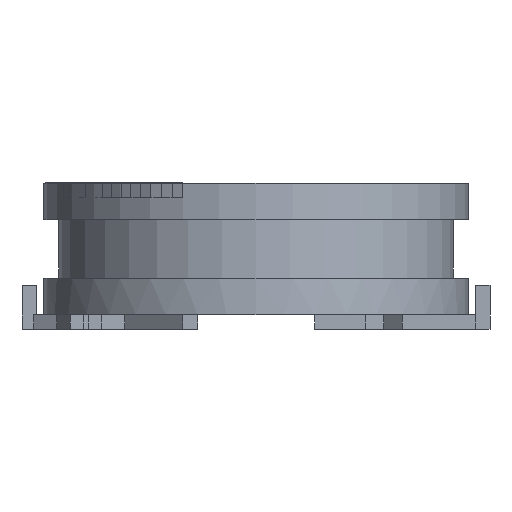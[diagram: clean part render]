
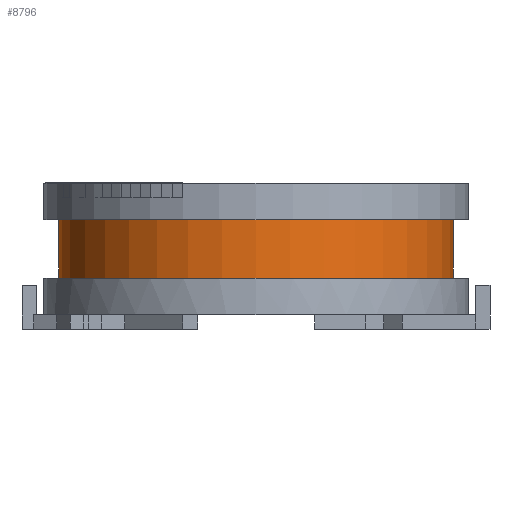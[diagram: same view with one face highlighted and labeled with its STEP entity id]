
A CAD part, front view. The second image highlights one B-rep face of the part: STEP entity #8796.
In plain terms, the highlighted face is a revolution surface.
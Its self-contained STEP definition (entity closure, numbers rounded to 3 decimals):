
#8796 = ADVANCED_FACE('',(#8797),#8812,.T.);
#8797 = FACE_BOUND('',#8798,.T.);
#8798 = EDGE_LOOP('',(#8799,#8825,#8840,#8856));
#8799 = ORIENTED_EDGE('',*,*,#8800,.F.);
#8800 = EDGE_CURVE('',#8801,#8803,#8805,.T.);
#8801 = VERTEX_POINT('',#8802);
#8802 = CARTESIAN_POINT('',(-1.35,0.,0.35));
#8803 = VERTEX_POINT('',#8804);
#8804 = CARTESIAN_POINT('',(1.35,0.,0.35));
#8805 = SURFACE_CURVE('',#8806,(#8811),.PCURVE_S1.);
#8806 = CIRCLE('',#8807,1.35);
#8807 = AXIS2_PLACEMENT_3D('',#8808,#8809,#8810);
#8808 = CARTESIAN_POINT('',(0.,0.,
    0.35));
#8809 = DIRECTION('',(0.,0.,1.));
#8810 = DIRECTION('',(1.,0.,0.));
#8811 = PCURVE('',#8812,#8820);
#8812 = SURFACE_OF_REVOLUTION('',#8813,#8817);
#8813 = LINE('',#8814,#8815);
#8814 = CARTESIAN_POINT('',(-1.35,0.,0.75));
#8815 = VECTOR('',#8816,1.);
#8816 = DIRECTION('',(0.,0.,-1.));
#8817 = AXIS1_PLACEMENT('',#8818,#8819);
#8818 = CARTESIAN_POINT('',(0.,0.,
    0.35));
#8819 = DIRECTION('',(0.,0.,1.));
#8820 = DEFINITIONAL_REPRESENTATION('',(#8821),#8824);
#8821 = B_SPLINE_CURVE_WITH_KNOTS('',1,(#8822,#8823),.UNSPECIFIED.,.F.,
  .F.,(2,2),(3.142,6.283),.PIECEWISE_BEZIER_KNOTS.);
#8822 = CARTESIAN_POINT('',(0.,0.4));
#8823 = CARTESIAN_POINT('',(3.142,0.4));
#8824 = ( GEOMETRIC_REPRESENTATION_CONTEXT(2) 
PARAMETRIC_REPRESENTATION_CONTEXT() REPRESENTATION_CONTEXT('2D SPACE',''
  ) );
#8825 = ORIENTED_EDGE('',*,*,#8826,.F.);
#8826 = EDGE_CURVE('',#8827,#8801,#8829,.T.);
#8827 = VERTEX_POINT('',#8828);
#8828 = CARTESIAN_POINT('',(-1.35,0.,0.75));
#8829 = SURFACE_CURVE('',#8830,(#8834),.PCURVE_S1.);
#8830 = LINE('',#8831,#8832);
#8831 = CARTESIAN_POINT('',(-1.35,0.,0.75));
#8832 = VECTOR('',#8833,1.);
#8833 = DIRECTION('',(0.,0.,-1.));
#8834 = PCURVE('',#8812,#8835);
#8835 = DEFINITIONAL_REPRESENTATION('',(#8836),#8839);
#8836 = B_SPLINE_CURVE_WITH_KNOTS('',1,(#8837,#8838),.UNSPECIFIED.,.F.,
  .F.,(2,2),(0.,0.4),.PIECEWISE_BEZIER_KNOTS.);
#8837 = CARTESIAN_POINT('',(0.,0.));
#8838 = CARTESIAN_POINT('',(0.,0.4));
#8839 = ( GEOMETRIC_REPRESENTATION_CONTEXT(2) 
PARAMETRIC_REPRESENTATION_CONTEXT() REPRESENTATION_CONTEXT('2D SPACE',''
  ) );
#8840 = ORIENTED_EDGE('',*,*,#8841,.F.);
#8841 = EDGE_CURVE('',#8842,#8827,#8844,.T.);
#8842 = VERTEX_POINT('',#8843);
#8843 = CARTESIAN_POINT('',(1.35,0.,0.75));
#8844 = SURFACE_CURVE('',#8845,(#8850),.PCURVE_S1.);
#8845 = CIRCLE('',#8846,1.35);
#8846 = AXIS2_PLACEMENT_3D('',#8847,#8848,#8849);
#8847 = CARTESIAN_POINT('',(0.,0.,
    0.75));
#8848 = DIRECTION('',(0.,0.,-1.));
#8849 = DIRECTION('',(1.,0.,0.));
#8850 = PCURVE('',#8812,#8851);
#8851 = DEFINITIONAL_REPRESENTATION('',(#8852),#8855);
#8852 = B_SPLINE_CURVE_WITH_KNOTS('',1,(#8853,#8854),.UNSPECIFIED.,.F.,
  .F.,(2,2),(0.,3.142),
  .PIECEWISE_BEZIER_KNOTS.);
#8853 = CARTESIAN_POINT('',(3.142,0.));
#8854 = CARTESIAN_POINT('',(0.,0.));
#8855 = ( GEOMETRIC_REPRESENTATION_CONTEXT(2) 
PARAMETRIC_REPRESENTATION_CONTEXT() REPRESENTATION_CONTEXT('2D SPACE',''
  ) );
#8856 = ORIENTED_EDGE('',*,*,#8857,.F.);
#8857 = EDGE_CURVE('',#8803,#8842,#8858,.T.);
#8858 = SURFACE_CURVE('',#8859,(#8863),.PCURVE_S1.);
#8859 = LINE('',#8860,#8861);
#8860 = CARTESIAN_POINT('',(1.35,0.,0.35));
#8861 = VECTOR('',#8862,1.);
#8862 = DIRECTION('',(0.,0.,1.));
#8863 = PCURVE('',#8812,#8864);
#8864 = DEFINITIONAL_REPRESENTATION('',(#8865),#8868);
#8865 = B_SPLINE_CURVE_WITH_KNOTS('',1,(#8866,#8867),.UNSPECIFIED.,.F.,
  .F.,(2,2),(0.,0.4),.PIECEWISE_BEZIER_KNOTS.);
#8866 = CARTESIAN_POINT('',(3.142,0.4));
#8867 = CARTESIAN_POINT('',(3.142,0.));
#8868 = ( GEOMETRIC_REPRESENTATION_CONTEXT(2) 
PARAMETRIC_REPRESENTATION_CONTEXT() REPRESENTATION_CONTEXT('2D SPACE',''
  ) );
